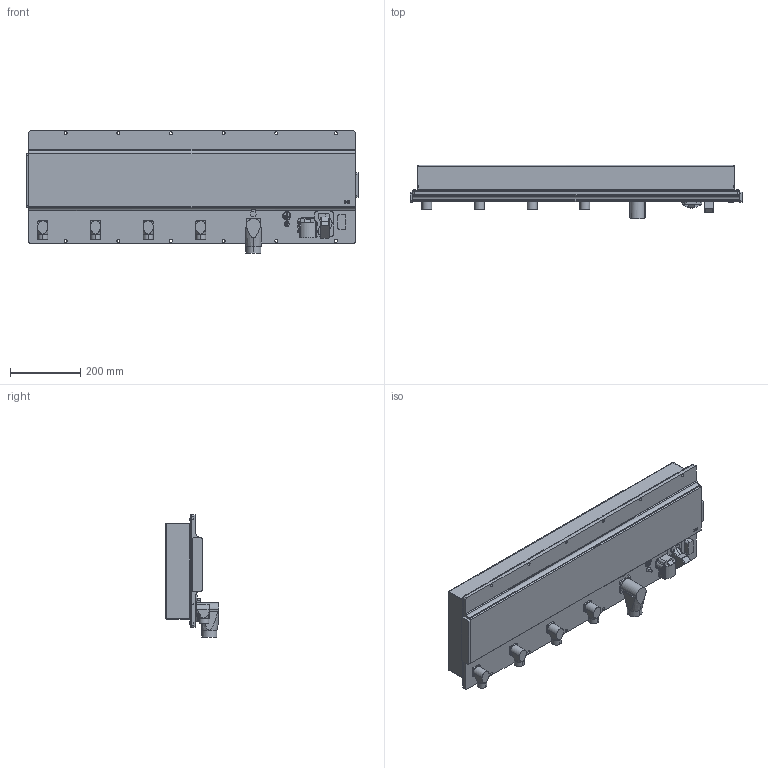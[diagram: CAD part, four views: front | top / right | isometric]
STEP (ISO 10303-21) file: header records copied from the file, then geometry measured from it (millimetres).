
FILE_DESCRIPTION (( 'STEP AP214' ), '1' );
FILE_NAME ('00T6A0E-0015.STEP', '2022-10-20T12:17:46', ( '' ), ( '' ), 'SwSTEP 2.0', 'SolidWorks 2022', '' );
FILE_SCHEMA (( 'AUTOMOTIVE_DESIGN' ));
Length unit declared in the file: millimetre
Products named in the file (13): Kundenmodell^10043652_000; 10043652_000; 10043672_000; 10054769_000_Standard<Wie bearbeitet>; 00T6A0E-0015; Kundenmodell^10043672_000; Kundenmodell^10043659_000; 10043659_000; 10044169_000; 10014325_000; 10007449_000_M 4 x 8; Kundenmodell^10044497_000; 10044497_000
Assembly tree (62 placements, depth 3):
  00T6A0E-0015
    10044497_000
      Kundenmodell^10044497_000
    10043652_000
      Kundenmodell^10043652_000
    10043659_000
      Kundenmodell^10043659_000
    10044169_000
      10054769_000_Standard<Wie bearbeitet>
      10007449_000_M 4 x 8  x48
    10043672_000  x4
      Kundenmodell^10043672_000
    10014325_000
Bounding box: 946 x 151.5 x 348 mm (x, y, z)
Volume: 8229230.1 mm3; surface area: 1691794.4 mm2
Topology: 63 solids, 67 shells, 2208 faces, 4954 edges, 2994 vertices
Faces by surface type: plane 1123, cylinder 526, cone 263, torus 220, bspline 76
Entity records: 31299 total; most frequent: CARTESIAN_POINT 9900, ORIENTED_EDGE 4360, DIRECTION 4183, EDGE_CURVE 2180, AXIS2_PLACEMENT_3D 1498, VERTEX_POINT 1412, VECTOR 1187, LINE 1187
